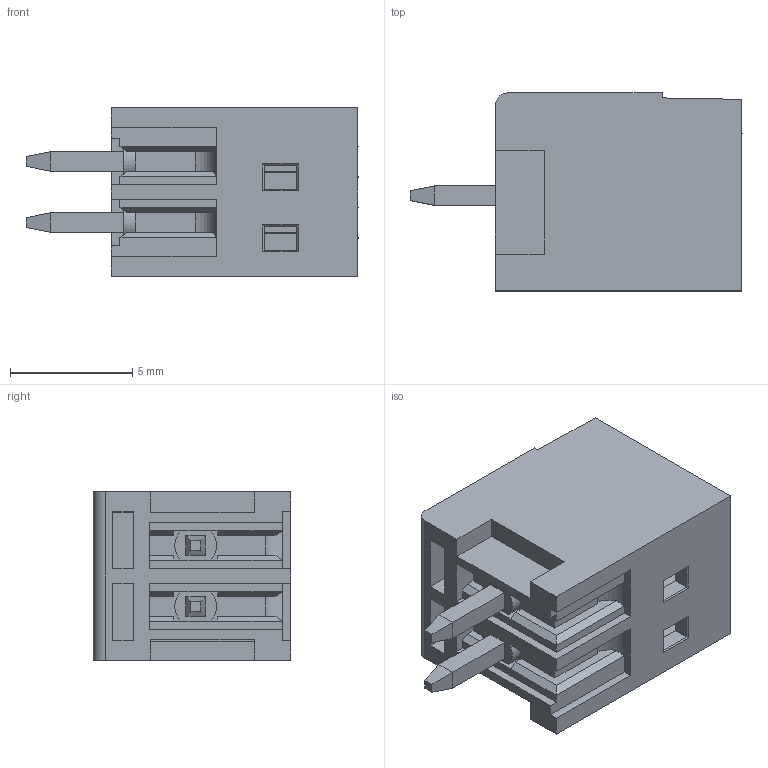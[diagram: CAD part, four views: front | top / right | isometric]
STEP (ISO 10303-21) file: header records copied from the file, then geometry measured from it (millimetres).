
FILE_DESCRIPTION((''),'2;1');
FILE_NAME('TLPHC-006R-02P','2024-09-18T',('sheji'),(''),'PRO/ENGINEER BY PARAMETRIC TECHNOLOGY CORPORATION, 2015240','PRO/ENGINEER BY PARAMETRIC TECHNOLOGY CORPORATION, 2015240','');
FILE_SCHEMA(('CONFIG_CONTROL_DESIGN'));
Length unit declared in the file: millimetre
Products named in the file (1): TLPHC-006R-02P
Bounding box: 13.6 x 8.1 x 6.9 mm (x, y, z)
Volume: 341.6 mm3; surface area: 736.6 mm2
Topology: 1 solids, 1 shells, 241 faces, 636 edges, 406 vertices
Faces by surface type: plane 216, cylinder 17, cone 8
Entity records: 7319 total; most frequent: CARTESIAN_POINT 1300, ORIENTED_EDGE 1272, DIRECTION 1162, EDGE_CURVE 636, VECTOR 580, LINE 580, VERTEX_POINT 406, AXIS2_PLACEMENT_3D 291
